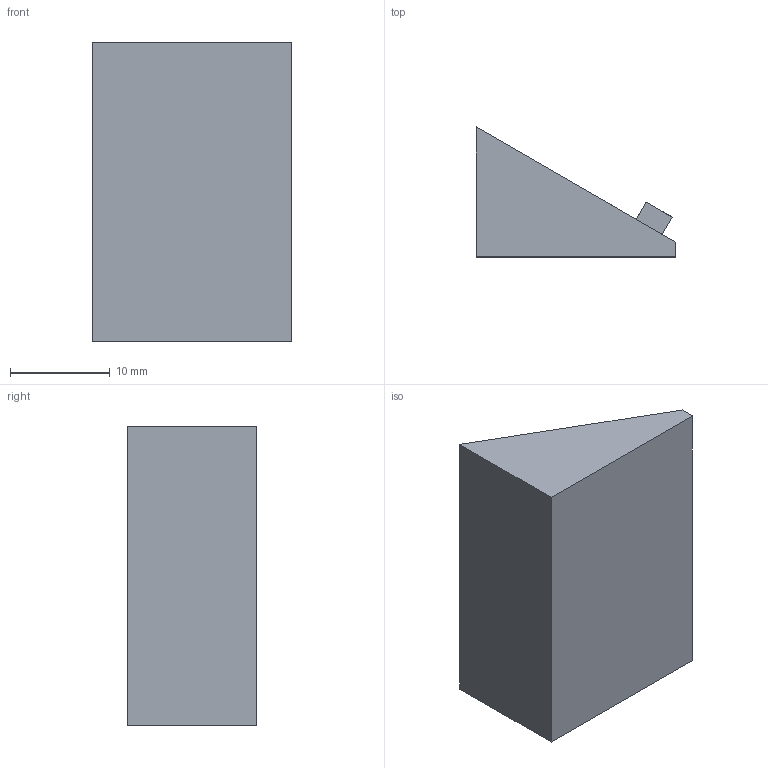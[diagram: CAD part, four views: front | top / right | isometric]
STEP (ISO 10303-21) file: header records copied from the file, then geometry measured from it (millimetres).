
FILE_DESCRIPTION (( 'STEP AP203' ), '1' );
FILE_NAME ('耀倰尨砩-菁釱30.STEP', '2023-11-20T08:46:58', ( '' ), ( '' ), 'SwSTEP 2.0', 'SolidWorks 2021', '' );
FILE_SCHEMA (( 'CONFIG_CONTROL_DESIGN' ));
Length unit declared in the file: millimetre
Products named in the file (1): 耀倰尨砩-菁釱30
Bounding box: 20 x 13 x 30 mm (x, y, z)
Volume: 3986.5 mm3; surface area: 2124.4 mm2
Topology: 1 solids, 1 shells, 13 faces, 30 edges, 20 vertices
Faces by surface type: plane 11, cylinder 2
Entity records: 447 total; most frequent: CARTESIAN_POINT 64, DIRECTION 64, ORIENTED_EDGE 60, EDGE_CURVE 30, LINE 24, VECTOR 24, AXIS2_PLACEMENT_3D 20, VERTEX_POINT 20
